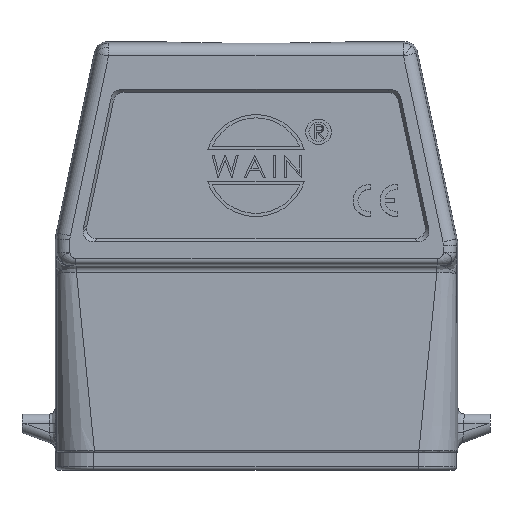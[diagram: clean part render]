
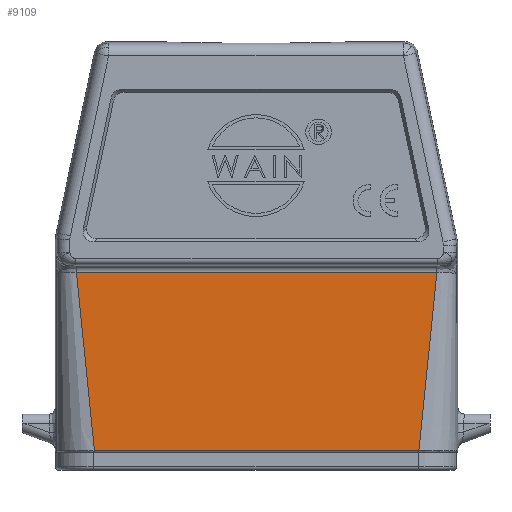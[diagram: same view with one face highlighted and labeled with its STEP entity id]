
A CAD part, top view. The second image highlights one B-rep face of the part: STEP entity #9109.
In plain terms, the highlighted planar face has unit normal (0, 0, 1).
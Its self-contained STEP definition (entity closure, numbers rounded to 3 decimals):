
#5=DIRECTION('',(1.,0.,0.));
#6=VECTOR('',#5,56.612);
#7=CARTESIAN_POINT('',(-28.203,34.519,14.75));
#8=LINE('',#7,#6);
#139=CARTESIAN_POINT('',(-25.377,6.561,14.75));
#330=DIRECTION('',(-1.,0.,0.));
#331=VECTOR('',#330,50.959);
#332=CARTESIAN_POINT('',(25.582,6.561,14.75));
#333=LINE('',#332,#331);
#338=DIRECTION('',(0.101,-0.995,0.));
#339=VECTOR('',#338,28.101);
#340=CARTESIAN_POINT('',(-28.203,34.519,14.75));
#341=LINE('',#340,#339);
#342=DIRECTION('',(0.101,0.995,0.));
#343=VECTOR('',#342,28.101);
#344=CARTESIAN_POINT('',(25.582,6.561,14.75));
#345=LINE('',#344,#343);
#8169=CARTESIAN_POINT('',(-28.203,34.519,14.75));
#8170=VERTEX_POINT('',#8169);
#8172=CARTESIAN_POINT('',(28.409,34.519,14.75));
#8173=VERTEX_POINT('',#8172);
#8221=VERTEX_POINT('',#139);
#8222=CARTESIAN_POINT('',(25.582,6.561,14.75));
#8223=VERTEX_POINT('',#8222);
#9097=CARTESIAN_POINT('',(-31.5,6.261,14.75));
#9098=DIRECTION('',(0.,0.,1.));
#9099=DIRECTION('',(1.,0.,0.));
#9100=AXIS2_PLACEMENT_3D('',#9097,#9098,#9099);
#9101=PLANE('',#9100);
#9102=ORIENTED_EDGE('',*,*,#8744,.F.);
#9103=ORIENTED_EDGE('',*,*,#8476,.T.);
#9105=ORIENTED_EDGE('',*,*,#9104,.F.);
#9106=ORIENTED_EDGE('',*,*,#9089,.T.);
#9107=EDGE_LOOP('',(#9102,#9103,#9105,#9106));
#9108=FACE_OUTER_BOUND('',#9107,.F.);
#9109=ADVANCED_FACE('',(#9108),#9101,.T.);
#8476=EDGE_CURVE('',#8170,#8173,#8,.T.);
#8744=EDGE_CURVE('',#8170,#8221,#341,.T.);
#9089=EDGE_CURVE('',#8223,#8221,#333,.T.);
#9104=EDGE_CURVE('',#8223,#8173,#345,.T.);
